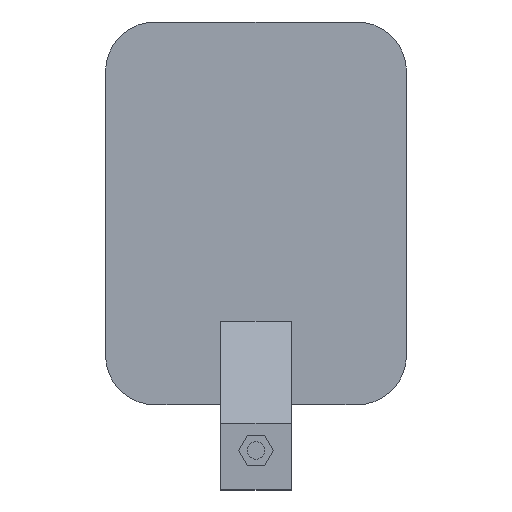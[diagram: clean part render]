
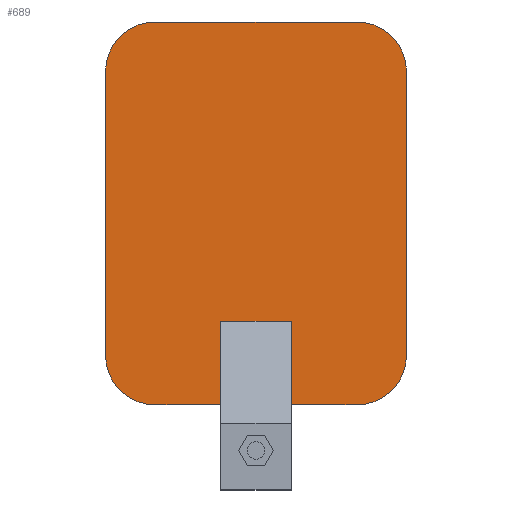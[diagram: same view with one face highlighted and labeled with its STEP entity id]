
A CAD part, top view. The second image highlights one B-rep face of the part: STEP entity #689.
In plain terms, the highlighted planar face has unit normal (0, 0, 1).
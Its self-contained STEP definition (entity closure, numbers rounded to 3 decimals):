
#40=CIRCLE('',#753,9.);
#41=CIRCLE('',#754,9.);
#42=CIRCLE('',#755,9.);
#43=CIRCLE('',#756,9.);
#69=FACE_OUTER_BOUND('',#112,.T.);
#112=EDGE_LOOP('',(#562,#563,#564,#565,#566,#567,#568,#569,#570,#571,#572,
#573));
#183=LINE('',#1100,#263);
#187=LINE('',#1110,#267);
#188=LINE('',#1112,#268);
#189=LINE('',#1116,#269);
#190=LINE('',#1120,#270);
#191=LINE('',#1124,#271);
#192=LINE('',#1128,#272);
#193=LINE('',#1129,#273);
#263=VECTOR('',#896,10.);
#267=VECTOR('',#906,10.);
#268=VECTOR('',#907,10.);
#269=VECTOR('',#910,10.);
#270=VECTOR('',#913,10.);
#271=VECTOR('',#916,10.);
#272=VECTOR('',#919,10.);
#273=VECTOR('',#920,10.);
#333=VERTEX_POINT('',#1093);
#336=VERTEX_POINT('',#1098);
#339=VERTEX_POINT('',#1109);
#340=VERTEX_POINT('',#1111);
#341=VERTEX_POINT('',#1113);
#342=VERTEX_POINT('',#1115);
#343=VERTEX_POINT('',#1117);
#344=VERTEX_POINT('',#1119);
#345=VERTEX_POINT('',#1121);
#346=VERTEX_POINT('',#1123);
#347=VERTEX_POINT('',#1125);
#348=VERTEX_POINT('',#1127);
#417=EDGE_CURVE('',#336,#333,#183,.T.);
#421=EDGE_CURVE('',#336,#339,#187,.T.);
#422=EDGE_CURVE('',#339,#340,#188,.T.);
#423=EDGE_CURVE('',#340,#341,#40,.T.);
#424=EDGE_CURVE('',#341,#342,#189,.T.);
#425=EDGE_CURVE('',#342,#343,#41,.T.);
#426=EDGE_CURVE('',#343,#344,#190,.T.);
#427=EDGE_CURVE('',#344,#345,#42,.T.);
#428=EDGE_CURVE('',#345,#346,#191,.T.);
#429=EDGE_CURVE('',#346,#347,#43,.T.);
#430=EDGE_CURVE('',#347,#348,#192,.T.);
#431=EDGE_CURVE('',#348,#333,#193,.T.);
#562=ORIENTED_EDGE('',*,*,#421,.T.);
#563=ORIENTED_EDGE('',*,*,#422,.T.);
#564=ORIENTED_EDGE('',*,*,#423,.T.);
#565=ORIENTED_EDGE('',*,*,#424,.T.);
#566=ORIENTED_EDGE('',*,*,#425,.T.);
#567=ORIENTED_EDGE('',*,*,#426,.T.);
#568=ORIENTED_EDGE('',*,*,#427,.T.);
#569=ORIENTED_EDGE('',*,*,#428,.T.);
#570=ORIENTED_EDGE('',*,*,#429,.T.);
#571=ORIENTED_EDGE('',*,*,#430,.T.);
#572=ORIENTED_EDGE('',*,*,#431,.T.);
#573=ORIENTED_EDGE('',*,*,#417,.F.);
#655=PLANE('',#752);
#689=ADVANCED_FACE('',(#69),#655,.T.);
#752=AXIS2_PLACEMENT_3D('',#1108,#904,#905);
#753=AXIS2_PLACEMENT_3D('',#1114,#908,#909);
#754=AXIS2_PLACEMENT_3D('',#1118,#911,#912);
#755=AXIS2_PLACEMENT_3D('',#1122,#914,#915);
#756=AXIS2_PLACEMENT_3D('',#1126,#917,#918);
#896=DIRECTION('',(-1.,0.,0.));
#904=DIRECTION('center_axis',(0.,0.,1.));
#905=DIRECTION('ref_axis',(1.,0.,0.));
#906=DIRECTION('',(0.,-1.,0.));
#907=DIRECTION('',(1.,0.,0.));
#908=DIRECTION('center_axis',(0.,0.,1.));
#909=DIRECTION('ref_axis',(0.,-1.,0.));
#910=DIRECTION('',(0.,1.,0.));
#911=DIRECTION('center_axis',(0.,0.,1.));
#912=DIRECTION('ref_axis',(1.,0.,0.));
#913=DIRECTION('',(-1.,0.,0.));
#914=DIRECTION('center_axis',(0.,0.,1.));
#915=DIRECTION('ref_axis',(0.,1.,0.));
#916=DIRECTION('',(0.,-1.,0.));
#917=DIRECTION('center_axis',(0.,0.,1.));
#918=DIRECTION('ref_axis',(-1.,0.,0.));
#919=DIRECTION('',(1.,0.,0.));
#920=DIRECTION('',(0.,1.,0.));
#1093=CARTESIAN_POINT('',(21.06,15.3,1.6));
#1098=CARTESIAN_POINT('',(33.94,15.3,1.6));
#1100=CARTESIAN_POINT('',(30.72,15.3,1.6));
#1108=CARTESIAN_POINT('Origin',(27.5,27.21,1.6));
#1109=CARTESIAN_POINT('',(33.94,0.,1.6));
#1110=CARTESIAN_POINT('',(33.94,13.605,1.6));
#1111=CARTESIAN_POINT('',(46.,0.,1.6));
#1112=CARTESIAN_POINT('',(9.,0.,1.6));
#1113=CARTESIAN_POINT('',(55.,9.,1.6));
#1114=CARTESIAN_POINT('Origin',(46.,9.,1.6));
#1115=CARTESIAN_POINT('',(55.,61.,1.6));
#1116=CARTESIAN_POINT('',(55.,9.,1.6));
#1117=CARTESIAN_POINT('',(46.,70.,1.6));
#1118=CARTESIAN_POINT('Origin',(46.,61.,1.6));
#1119=CARTESIAN_POINT('',(9.,70.,1.6));
#1120=CARTESIAN_POINT('',(46.,70.,1.6));
#1121=CARTESIAN_POINT('',(0.,61.,1.6));
#1122=CARTESIAN_POINT('Origin',(9.,61.,1.6));
#1123=CARTESIAN_POINT('',(0.,9.,1.6));
#1124=CARTESIAN_POINT('',(0.,61.,1.6));
#1125=CARTESIAN_POINT('',(9.,0.,1.6));
#1126=CARTESIAN_POINT('Origin',(9.,9.,1.6));
#1127=CARTESIAN_POINT('',(21.06,0.,1.6));
#1128=CARTESIAN_POINT('',(9.,0.,1.6));
#1129=CARTESIAN_POINT('',(21.06,14.755,1.6));
